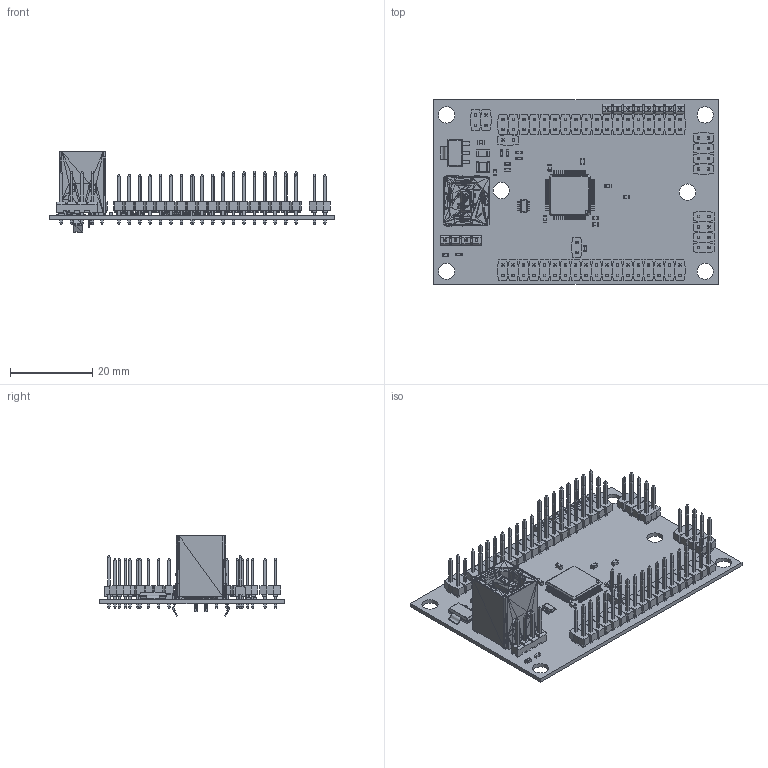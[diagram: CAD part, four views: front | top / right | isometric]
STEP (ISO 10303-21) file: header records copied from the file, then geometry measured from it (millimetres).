
FILE_DESCRIPTION(('for SolidWorks'),'2;1');
FILE_NAME('usb36-2.step','2018-08-02T18:24:28',('stepanov'),(''), 'Open CASCADE STEP processor 6.6','Diptrace','Unknown');
FILE_SCHEMA(('AUTOMOTIVE_DESIGN { 1 0 10303 214 1 1 1 1 }'));
Length unit declared in the file: millimetre
Products named in the file (17): PCB; Board; hdr-2x2t_2.54x2.54_5x5; hdr-2x1t_2.54x2.54_3x5; dio_0603; cap_0603; cap_1206; cap_1210; hdr-2x4t_2.54x2.54_10x5; hdr-1x8t_2.54_20x2; hdr-2x18t_2.54x2.54_46x5; res_0603; qfp-64_12x12x0.5; sot223-4; sot23-6; hdr-1x4t_2.54_10x2; 5787834-1
Assembly tree (34 placements, depth 2):
  PCB
    Board
    hdr-2x2t_2.54x2.54_5x5
    hdr-2x1t_2.54x2.54_3x5  x2
    dio_0603
    cap_0603  x9
    cap_1206
    cap_1210
    hdr-2x4t_2.54x2.54_10x5  x2
    hdr-1x8t_2.54_20x2
    hdr-2x18t_2.54x2.54_46x5  x2
    res_0603  x8
    qfp-64_12x12x0.5
    sot223-4
    sot23-6
    hdr-1x4t_2.54_10x2
    5787834-1
Bounding box: 69.42 x 45.01 x 19.53 mm (x, y, z)
Volume: 3021.3 mm3; surface area: 15804.8 mm2
Topology: 1 solids, 108 shells, 7177 faces, 14930 edges, 8250 vertices
Faces by surface type: plane 6730, bspline 336, cylinder 111
Full cylindrical faces by diameter (mm): 0.6 x1, 3.962 x6
Entity records: 160074 total; most frequent: CARTESIAN_POINT 27335, ORIENTED_EDGE 19763, DIRECTION 18450, EDGE_CURVE 9886, LINE 8716, VECTOR 8716, FACE_BOUND 5262, EDGE_LOOP 5262
